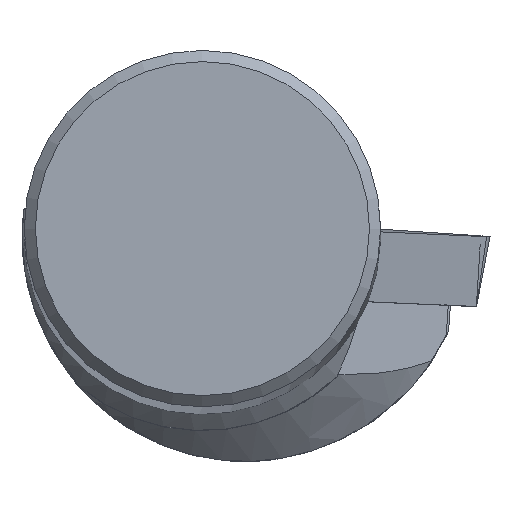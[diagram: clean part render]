
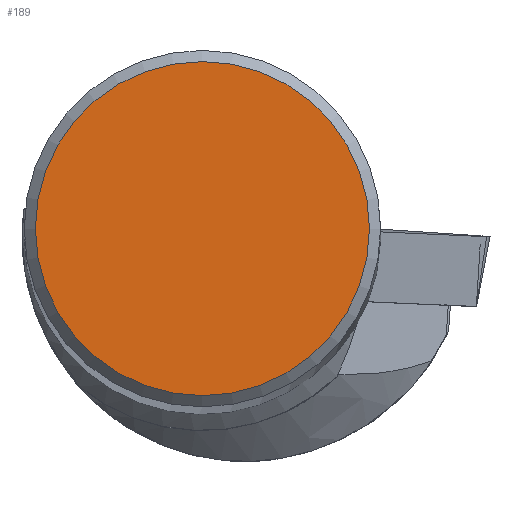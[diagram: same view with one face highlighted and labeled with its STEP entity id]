
A CAD part, top view. The second image highlights one B-rep face of the part: STEP entity #189.
In plain terms, the highlighted planar face has unit normal (0, 0, 1).
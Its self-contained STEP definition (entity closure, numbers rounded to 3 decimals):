
#150=FACE_OUTER_BOUND('',#367,.T.);
#189=ADVANCED_FACE('',(#150),#217,.T.);
#217=PLANE('',#929);
#367=EDGE_LOOP('',(#516));
#516=ORIENTED_EDGE('',*,*,#741,.F.);
#652=VERTEX_POINT('',#1544);
#741=EDGE_CURVE('',#652,#652,#780,.T.);
#780=CIRCLE('',#928,7.493);
#928=AXIS2_PLACEMENT_3D('',#1543,#1115,#1116);
#929=AXIS2_PLACEMENT_3D('',#1545,#1117,#1118);
#1115=DIRECTION('',(0.,0.,-1.));
#1116=DIRECTION('',(-1.,0.,0.));
#1117=DIRECTION('',(0.,0.,1.));
#1118=DIRECTION('',(-1.,0.,0.));
#1543=CARTESIAN_POINT('',(0.,0.,0.));
#1544=CARTESIAN_POINT('',(-7.493,0.,0.));
#1545=CARTESIAN_POINT('',(0.,0.,0.));
